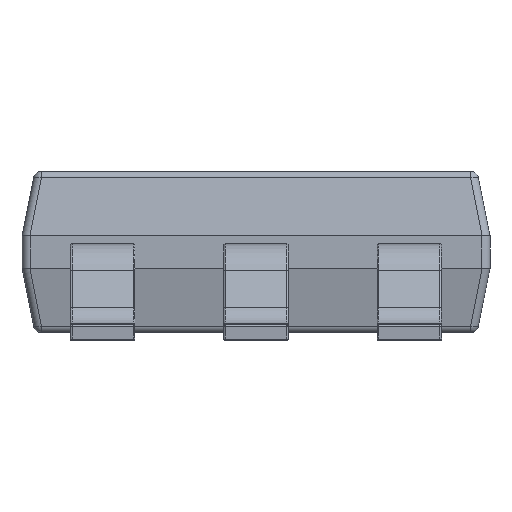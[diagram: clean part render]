
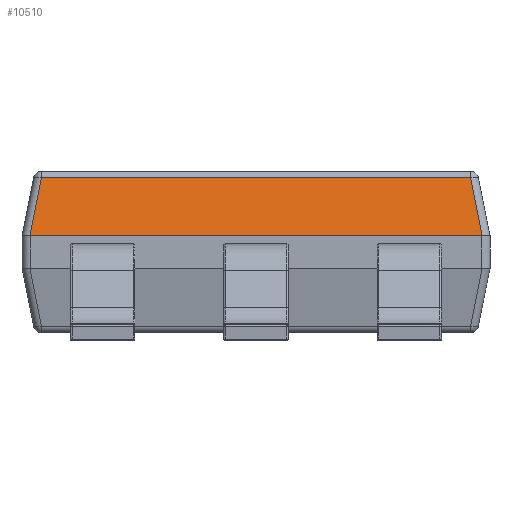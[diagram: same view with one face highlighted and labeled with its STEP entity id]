
A CAD part, front view. The second image highlights one B-rep face of the part: STEP entity #10510.
In plain terms, the highlighted planar face has unit normal (0, -0.981, 0.196).
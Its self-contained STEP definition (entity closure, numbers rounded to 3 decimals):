
#77 = ORIENTED_EDGE ( 'NONE', *, *, #8635, .T. ) ;
#143 = CARTESIAN_POINT ( 'NONE',  ( 1.4, -0.8, 0.649 ) ) ;
#607 = DIRECTION ( 'NONE',  ( -0.192, -0.192, -0.962 ) ) ;
#821 = CARTESIAN_POINT ( 'NONE',  ( -1.4, -0.8, 0.649 ) ) ;
#1736 = DIRECTION ( 'NONE',  ( 0., -0.981, 0.196 ) ) ;
#1979 = VECTOR ( 'NONE', #2557, 1000. ) ;
#2557 = DIRECTION ( 'NONE',  ( -1., 0., 0. ) ) ;
#2738 = CARTESIAN_POINT ( 'NONE',  ( 1.401, -0.8, 0.649 ) ) ;
#2897 = CARTESIAN_POINT ( 'NONE',  ( -1.401, -0.8, 0.649 ) ) ;
#2943 = EDGE_LOOP ( 'NONE', ( #6727, #11102, #10701, #77, #3509, #11779 ) ) ;
#2981 = VERTEX_POINT ( 'NONE', #3934 ) ;
#3406 = CARTESIAN_POINT ( 'NONE',  ( -1.401, -0.8, 0.649 ) ) ;
#3500 = LINE ( 'NONE', #10282, #11353 ) ;
#3509 = ORIENTED_EDGE ( 'NONE', *, *, #11737, .T. ) ;
#3785 = FACE_OUTER_BOUND ( 'NONE', #2943, .T. ) ;
#3796 = LINE ( 'NONE', #12382, #1979 ) ;
#3934 = CARTESIAN_POINT ( 'NONE',  ( 1.401, -0.8, 0.649 ) ) ;
#3996 = VERTEX_POINT ( 'NONE', #143 ) ;
#4225 = LINE ( 'NONE', #9871, #6594 ) ;
#4556 = CARTESIAN_POINT ( 'NONE',  ( -1.4, -0.8, 0.649 ) ) ;
#4563 = VERTEX_POINT ( 'NONE', #12029 ) ;
#4798 = CARTESIAN_POINT ( 'NONE',  ( 1.329, -0.728, 1.009 ) ) ;
#6218 = CARTESIAN_POINT ( 'NONE',  ( 1.4, -0.8, 0.649 ) ) ;
#6594 = VECTOR ( 'NONE', #14260, 1000. ) ;
#6727 = ORIENTED_EDGE ( 'NONE', *, *, #8047, .T. ) ;
#7176 = DIRECTION ( 'NONE',  ( -1., 0., 0. ) ) ;
#7302 = CARTESIAN_POINT ( 'NONE',  ( 1.4, -0.8, 0.649 ) ) ;
#7949 = AXIS2_PLACEMENT_3D ( 'NONE', #12663, #1736, #7176 ) ;
#8047 = EDGE_CURVE ( 'NONE', #4563, #8280, #8302, .T. ) ;
#8181 = EDGE_CURVE ( 'NONE', #3996, #9107, #3500, .T. ) ;
#8270 = PLANE ( 'NONE',  #7949 ) ;
#8280 = VERTEX_POINT ( 'NONE', #2897 ) ;
#8302 = LINE ( 'NONE', #12695, #10193 ) ;
#8635 = EDGE_CURVE ( 'NONE', #3996, #2981, #12199, .T. ) ;
#9107 = VERTEX_POINT ( 'NONE', #821 ) ;
#9630 = VERTEX_POINT ( 'NONE', #4798 ) ;
#9871 = CARTESIAN_POINT ( 'NONE',  ( 1.272, -0.671, 1.294 ) ) ;
#10193 = VECTOR ( 'NONE', #607, 1000. ) ;
#10282 = CARTESIAN_POINT ( 'NONE',  ( -1.45, -0.8, 0.649 ) ) ;
#10510 = ADVANCED_FACE ( 'NONE', ( #3785 ), #8270, .T. ) ;
#10701 = ORIENTED_EDGE ( 'NONE', *, *, #8181, .F. ) ;
#11102 = ORIENTED_EDGE ( 'NONE', *, *, #11230, .T. ) ;
#11230 = EDGE_CURVE ( 'NONE', #8280, #9107, #14234, .T. ) ;
#11353 = VECTOR ( 'NONE', #13453, 1000. ) ;
#11737 = EDGE_CURVE ( 'NONE', #2981, #9630, #4225, .T. ) ;
#11779 = ORIENTED_EDGE ( 'NONE', *, *, #12763, .T. ) ;
#12029 = CARTESIAN_POINT ( 'NONE',  ( -1.329, -0.728, 1.009 ) ) ;
#12199 =( BOUNDED_CURVE ( )  B_SPLINE_CURVE ( 3, ( #7302, #6218, #2738, #12783 ),
 .UNSPECIFIED., .F., .F. ) 
 B_SPLINE_CURVE_WITH_KNOTS ( ( 4, 4 ),
 ( 0., 0.019 ),
 .UNSPECIFIED. ) 
 CURVE ( )  GEOMETRIC_REPRESENTATION_ITEM ( )  RATIONAL_B_SPLINE_CURVE ( ( 1., 1., 1., 1. ) ) 
 REPRESENTATION_ITEM ( '' )  );
#12273 = CARTESIAN_POINT ( 'NONE',  ( -1.4, -0.8, 0.649 ) ) ;
#12382 = CARTESIAN_POINT ( 'NONE',  ( 0., -0.728, 1.009 ) ) ;
#12663 = CARTESIAN_POINT ( 'NONE',  ( 0., -0.72, 1.049 ) ) ;
#12695 = CARTESIAN_POINT ( 'NONE',  ( -1.272, -0.671, 1.294 ) ) ;
#12763 = EDGE_CURVE ( 'NONE', #9630, #4563, #3796, .T. ) ;
#12783 = CARTESIAN_POINT ( 'NONE',  ( 1.401, -0.8, 0.649 ) ) ;
#13150 = CARTESIAN_POINT ( 'NONE',  ( -1.401, -0.8, 0.649 ) ) ;
#13453 = DIRECTION ( 'NONE',  ( -1., 0., 0. ) ) ;
#14234 =( BOUNDED_CURVE ( )  B_SPLINE_CURVE ( 3, ( #3406, #13150, #12273, #4556 ),
 .UNSPECIFIED., .F., .F. ) 
 B_SPLINE_CURVE_WITH_KNOTS ( ( 4, 4 ),
 ( 6.264, 6.283 ),
 .UNSPECIFIED. ) 
 CURVE ( )  GEOMETRIC_REPRESENTATION_ITEM ( )  RATIONAL_B_SPLINE_CURVE ( ( 1., 1., 1., 1. ) ) 
 REPRESENTATION_ITEM ( '' )  );
#14260 = DIRECTION ( 'NONE',  ( -0.192, 0.192, 0.962 ) ) ;
